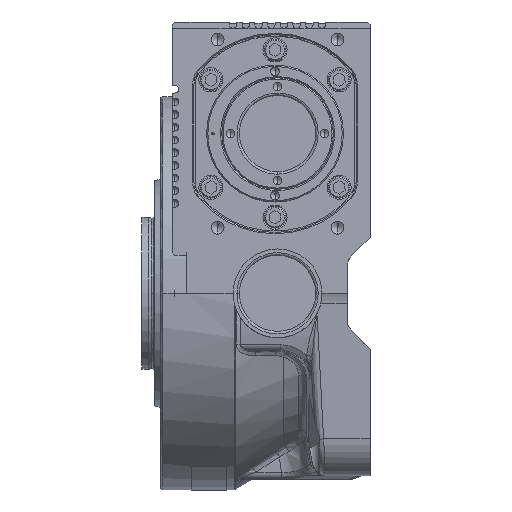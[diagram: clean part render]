
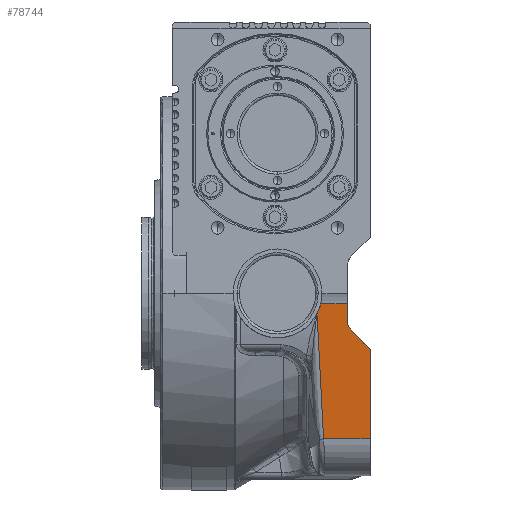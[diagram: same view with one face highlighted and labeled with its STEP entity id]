
A CAD part, left-side view. The second image highlights one B-rep face of the part: STEP entity #78744.
In plain terms, the highlighted planar face has unit normal (-0.996, 0, -0.087).
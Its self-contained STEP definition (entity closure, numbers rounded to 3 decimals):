
#2762 = EDGE_CURVE ( 'NONE', #13559, #80297, #39508, .T. ) ;
#2957 = AXIS2_PLACEMENT_3D ( 'NONE', #82699, #56833, #63607 ) ;
#2998 = CARTESIAN_POINT ( 'NONE',  ( -76.594, -16.99, -4.193 ) ) ;
#3772 = VECTOR ( 'NONE', #57147, 1000. ) ;
#4112 = EDGE_LOOP ( 'NONE', ( #12363, #43158, #63256, #37270, #75963, #40960, #29266, #40662, #13527, #73817 ) ) ;
#4231 = VERTEX_POINT ( 'NONE', #14047 ) ;
#4524 = VERTEX_POINT ( 'NONE', #69513 ) ;
#4886 = CARTESIAN_POINT ( 'NONE',  ( -76.182, -15.56, -8.902 ) ) ;
#5167 = PLANE ( 'NONE',  #2957 ) ;
#5702 = CARTESIAN_POINT ( 'NONE',  ( -71.939, -18.142, -57.394 ) ) ;
#5764 = B_SPLINE_CURVE_WITH_KNOTS ( 'NONE', 3,
 ( #76477, #4886, #30702, #17573 ),
 .UNSPECIFIED., .F., .F.,
 ( 4, 4 ),
 ( 0., 1. ),
 .UNSPECIFIED. ) ;
#6322 = CARTESIAN_POINT ( 'NONE',  ( -76.182, 165.085, -8.902 ) ) ;
#6598 = CARTESIAN_POINT ( 'NONE',  ( -76.041, -27.5, -10.515 ) ) ;
#7567 = CARTESIAN_POINT ( 'NONE',  ( -75.856, -27.881, -12.627 ) ) ;
#9230 = CARTESIAN_POINT ( 'NONE',  ( -75.931, -27.632, -11.77 ) ) ;
#11085 = DIRECTION ( 'NONE',  ( -0.062, 0.706, 0.706 ) ) ;
#12363 = ORIENTED_EDGE ( 'NONE', *, *, #35393, .T. ) ;
#12457 = CARTESIAN_POINT ( 'NONE',  ( -74.059, -16.363, -33.164 ) ) ;
#13527 = ORIENTED_EDGE ( 'NONE', *, *, #77543, .T. ) ;
#13559 = VERTEX_POINT ( 'NONE', #81410 ) ;
#13917 = CARTESIAN_POINT ( 'NONE',  ( -75.72, -28.744, -14.174 ) ) ;
#14047 = CARTESIAN_POINT ( 'NONE',  ( -76.182, -15.067, -8.902 ) ) ;
#14340 = CARTESIAN_POINT ( 'NONE',  ( -75.734, -28.628, -14.018 ) ) ;
#15698 = CARTESIAN_POINT ( 'NONE',  ( -76.246, -15.5, -8.168 ) ) ;
#17572 = CARTESIAN_POINT ( 'NONE',  ( -73.398, -16.772, -40.723 ) ) ;
#17573 = CARTESIAN_POINT ( 'NONE',  ( -76.178, -15.633, -8.945 ) ) ;
#17987 = CARTESIAN_POINT ( 'NONE',  ( -74.076, -16.353, -32.969 ) ) ;
#18295 = CARTESIAN_POINT ( 'NONE',  ( -75.669, -29.257, -14.757 ) ) ;
#18811 = CARTESIAN_POINT ( 'NONE',  ( -75.313, -15.758, -18.834 ) ) ;
#21922 = CARTESIAN_POINT ( 'NONE',  ( -75.681, -29.119, -14.619 ) ) ;
#23999 = VERTEX_POINT ( 'NONE', #6598 ) ;
#24206 = CARTESIAN_POINT ( 'NONE',  ( -75.036, -36.5, -22. ) ) ;
#24753 = CARTESIAN_POINT ( 'NONE',  ( -72.692, -17.364, -48.789 ) ) ;
#26985 = EDGE_CURVE ( 'NONE', #38422, #80748, #5764, .T. ) ;
#28822 = CARTESIAN_POINT ( 'NONE',  ( -76.521, -16.786, -5.02 ) ) ;
#29266 = ORIENTED_EDGE ( 'NONE', *, *, #38682, .T. ) ;
#29722 = CARTESIAN_POINT ( 'NONE',  ( -76.594, 165.085, -4.193 ) ) ;
#30088 = CARTESIAN_POINT ( 'NONE',  ( -76.451, -16.523, -5.829 ) ) ;
#30702 = CARTESIAN_POINT ( 'NONE',  ( -76.18, -15.601, -8.916 ) ) ;
#31520 = CARTESIAN_POINT ( 'NONE',  ( -74.062, -16.362, -33.131 ) ) ;
#31713 = CARTESIAN_POINT ( 'NONE',  ( -76.594, -36.5, -4.193 ) ) ;
#31732 = DIRECTION ( 'NONE',  ( 0., -1., 0. ) ) ;
#32175 = EDGE_CURVE ( 'NONE', #52332, #51097, #50774, .T. ) ;
#32350 = CARTESIAN_POINT ( 'NONE',  ( -74.215, -16.27, -31.378 ) ) ;
#32721 = VECTOR ( 'NONE', #41173, 1000. ) ;
#33401 = CARTESIAN_POINT ( 'NONE',  ( -75.88, -27.781, -12.347 ) ) ;
#34540 = VERTEX_POINT ( 'NONE', #18295 ) ;
#34696 = LINE ( 'NONE', #35115, #62174 ) ;
#35071 = CARTESIAN_POINT ( 'NONE',  ( -76.006, -27.5, -10.905 ) ) ;
#35115 = CARTESIAN_POINT ( 'NONE',  ( -71.939, 165.085, -57.394 ) ) ;
#35393 = EDGE_CURVE ( 'NONE', #23999, #13559, #37395, .T. ) ;
#37270 = ORIENTED_EDGE ( 'NONE', *, *, #66691, .T. ) ;
#37395 = LINE ( 'NONE', #56869, #54241 ) ;
#38422 = VERTEX_POINT ( 'NONE', #50838 ) ;
#38682 = EDGE_CURVE ( 'NONE', #4524, #52332, #34696, .T. ) ;
#38724 = CARTESIAN_POINT ( 'NONE',  ( -74.136, -16.317, -32.286 ) ) ;
#39508 = LINE ( 'NONE', #29722, #32721 ) ;
#39757 = CARTESIAN_POINT ( 'NONE',  ( -75.777, -28.296, -13.528 ) ) ;
#40587 = CARTESIAN_POINT ( 'NONE',  ( -75.669, -29.257, -14.757 ) ) ;
#40662 = ORIENTED_EDGE ( 'NONE', *, *, #32175, .T. ) ;
#40960 = ORIENTED_EDGE ( 'NONE', *, *, #66295, .T. ) ;
#41173 = DIRECTION ( 'NONE',  ( 0., 1., 0. ) ) ;
#41884 = DIRECTION ( 'NONE',  ( 0., -1., 0. ) ) ;
#41958 = CARTESIAN_POINT ( 'NONE',  ( -76.182, -15.067, -8.902 ) ) ;
#43158 = ORIENTED_EDGE ( 'NONE', *, *, #2762, .T. ) ;
#43583 = CARTESIAN_POINT ( 'NONE',  ( -76.178, -15.633, -8.945 ) ) ;
#43623 = EDGE_CURVE ( 'NONE', #80297, #4231, #54802, .T. ) ;
#46410 = B_SPLINE_CURVE_WITH_KNOTS ( 'NONE', 3,
 ( #82827, #76475, #18811, #70114, #50182, #32350, #38724, #82000, #17987, #49774, #31520, #12457, #76879, #17572, #24753, #5702 ),
 .UNSPECIFIED., .F., .F.,
 ( 4, 1, 1, 1, 1, 1, 1, 1, 1, 2, 2, 4 ),
 ( 0., 0.25, 0.375, 0.438, 0.469, 0.484, 0.492, 0.496, 0.498, 0.499, 0.5, 1. ),
 .UNSPECIFIED. ) ;
#48356 = CARTESIAN_POINT ( 'NONE',  ( -76.594, -16.99, -4.193 ) ) ;
#49774 = CARTESIAN_POINT ( 'NONE',  ( -74.066, -16.359, -33.083 ) ) ;
#50182 = CARTESIAN_POINT ( 'NONE',  ( -74.374, -16.18, -29.566 ) ) ;
#50774 = LINE ( 'NONE', #31713, #3772 ) ;
#50838 = CARTESIAN_POINT ( 'NONE',  ( -76.182, -15.509, -8.902 ) ) ;
#51097 = VERTEX_POINT ( 'NONE', #59677 ) ;
#52315 = EDGE_CURVE ( 'NONE', #34540, #23999, #74956, .T. ) ;
#52332 = VERTEX_POINT ( 'NONE', #75321 ) ;
#54241 = VECTOR ( 'NONE', #75967, 1000. ) ;
#54802 = B_SPLINE_CURVE_WITH_KNOTS ( 'NONE', 3,
 ( #2998, #28822, #30088, #73772, #15698, #41958 ),
 .UNSPECIFIED., .F., .F.,
 ( 4, 2, 4 ),
 ( 0., 0.5, 1. ),
 .UNSPECIFIED. ) ;
#56404 = LINE ( 'NONE', #24206, #77244 ) ;
#56833 = DIRECTION ( 'NONE',  ( -0.996, 0., -0.087 ) ) ;
#56869 = CARTESIAN_POINT ( 'NONE',  ( -76.041, -27.5, -10.515 ) ) ;
#57147 = DIRECTION ( 'NONE',  ( -0.087, 0., 0.996 ) ) ;
#58755 = VECTOR ( 'NONE', #31732, 1000. ) ;
#59242 = CARTESIAN_POINT ( 'NONE',  ( -75.905, -27.702, -12.061 ) ) ;
#59677 = CARTESIAN_POINT ( 'NONE',  ( -75.036, -36.5, -22. ) ) ;
#61328 = CARTESIAN_POINT ( 'NONE',  ( -75.973, -27.538, -11.291 ) ) ;
#62174 = VECTOR ( 'NONE', #41884, 1000. ) ;
#63256 = ORIENTED_EDGE ( 'NONE', *, *, #43623, .T. ) ;
#63607 = DIRECTION ( 'NONE',  ( -0.087, 0., 0.996 ) ) ;
#64022 = FACE_OUTER_BOUND ( 'NONE', #4112, .T. ) ;
#65186 = CARTESIAN_POINT ( 'NONE',  ( -75.7, -28.924, -14.404 ) ) ;
#65612 = CARTESIAN_POINT ( 'NONE',  ( -75.808, -28.109, -13.178 ) ) ;
#66295 = EDGE_CURVE ( 'NONE', #80748, #4524, #46410, .T. ) ;
#66440 = CARTESIAN_POINT ( 'NONE',  ( -75.741, -28.573, -13.94 ) ) ;
#66691 = EDGE_CURVE ( 'NONE', #4231, #38422, #71154, .T. ) ;
#69513 = CARTESIAN_POINT ( 'NONE',  ( -71.939, -18.142, -57.394 ) ) ;
#70114 = CARTESIAN_POINT ( 'NONE',  ( -74.689, -16.016, -25.962 ) ) ;
#71154 = LINE ( 'NONE', #6322, #58755 ) ;
#73772 = CARTESIAN_POINT ( 'NONE',  ( -76.313, -15.878, -7.406 ) ) ;
#73817 = ORIENTED_EDGE ( 'NONE', *, *, #52315, .T. ) ;
#74893 = CARTESIAN_POINT ( 'NONE',  ( -76.041, -27.5, -10.515 ) ) ;
#74956 = B_SPLINE_CURVE_WITH_KNOTS ( 'NONE', 3,
 ( #40587, #21922, #65186, #13917, #14340, #66440, #39757, #65612, #7567, #33401, #59242, #78756, #9230, #61328, #35071, #74893 ),
 .UNSPECIFIED., .F., .F.,
 ( 4, 1, 2, 2, 2, 1, 2, 2, 4 ),
 ( 0., 0.125, 0.188, 0.25, 0.5, 0.625, 0.688, 0.75, 1. ),
 .UNSPECIFIED. ) ;
#75321 = CARTESIAN_POINT ( 'NONE',  ( -71.939, -36.5, -57.394 ) ) ;
#75963 = ORIENTED_EDGE ( 'NONE', *, *, #26985, .T. ) ;
#75967 = DIRECTION ( 'NONE',  ( -0.087, 0., 0.996 ) ) ;
#76475 = CARTESIAN_POINT ( 'NONE',  ( -75.835, -15.652, -12.864 ) ) ;
#76477 = CARTESIAN_POINT ( 'NONE',  ( -76.182, -15.509, -8.902 ) ) ;
#76879 = CARTESIAN_POINT ( 'NONE',  ( -74.057, -16.364, -33.182 ) ) ;
#77244 = VECTOR ( 'NONE', #11085, 1000. ) ;
#77543 = EDGE_CURVE ( 'NONE', #51097, #34540, #56404, .T. ) ;
#78744 = ADVANCED_FACE ( 'NONE', ( #64022 ), #5167, .T. ) ;
#78756 = CARTESIAN_POINT ( 'NONE',  ( -75.922, -27.654, -11.869 ) ) ;
#80297 = VERTEX_POINT ( 'NONE', #48356 ) ;
#80748 = VERTEX_POINT ( 'NONE', #43583 ) ;
#81410 = CARTESIAN_POINT ( 'NONE',  ( -76.594, -27.5, -4.193 ) ) ;
#82000 = CARTESIAN_POINT ( 'NONE',  ( -74.096, -16.341, -32.741 ) ) ;
#82699 = CARTESIAN_POINT ( 'NONE',  ( -76.594, 165.085, -4.193 ) ) ;
#82827 = CARTESIAN_POINT ( 'NONE',  ( -76.178, -15.633, -8.945 ) ) ;
